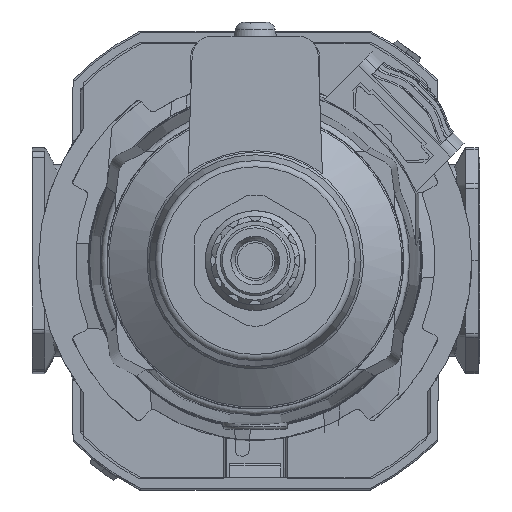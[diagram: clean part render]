
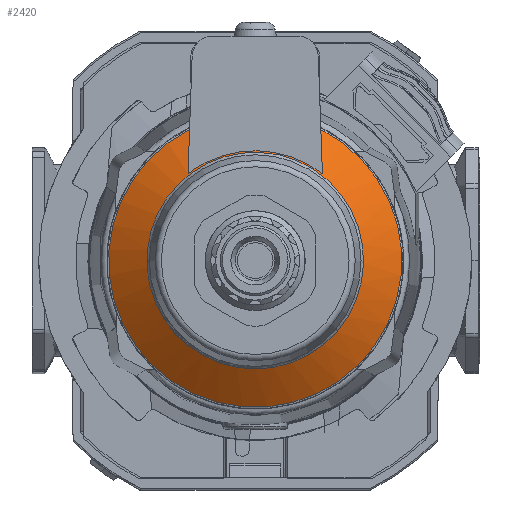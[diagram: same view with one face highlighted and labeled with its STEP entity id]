
A CAD part, front view. The second image highlights one B-rep face of the part: STEP entity #2420.
In plain terms, the highlighted conical face has half-angle 55 degrees and reference radius 23.023 mm.
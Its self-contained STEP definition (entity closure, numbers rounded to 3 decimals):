
#2420 = ADVANCED_FACE( '', ( #5368, #5369 ), #5370, .T. );
#5368 = FACE_BOUND( '', #9137, .T. );
#5369 = FACE_OUTER_BOUND( '', #9138, .T. );
#5370 = CONICAL_SURFACE( '', #9139, 23.023, 0.96 );
#9137 = EDGE_LOOP( '', ( #16434 ) );
#9138 = EDGE_LOOP( '', ( #16435, #16436, #16437, #16438 ) );
#9139 = AXIS2_PLACEMENT_3D( '', #16439, #16440, #16441 );
#16434 = ORIENTED_EDGE( '', *, *, #23966, .F. );
#16435 = ORIENTED_EDGE( '', *, *, #23967, .F. );
#16436 = ORIENTED_EDGE( '', *, *, #22726, .T. );
#16437 = ORIENTED_EDGE( '', *, *, #23968, .T. );
#16438 = ORIENTED_EDGE( '', *, *, #23287, .T. );
#16439 = CARTESIAN_POINT( '', ( 0., 8.923, 0. ) );
#16440 = DIRECTION( '', ( 0., 1., 0. ) );
#16441 = DIRECTION( '', ( 0., 0., 1. ) );
#22726 = EDGE_CURVE( '', #27906, #27904, #27907, .T. );
#23287 = EDGE_CURVE( '', #28755, #28753, #28756, .T. );
#23966 = EDGE_CURVE( '', #29715, #29715, #29716, .T. );
#23967 = EDGE_CURVE( '', #27906, #28753, #29717, .T. );
#23968 = EDGE_CURVE( '', #27904, #28755, #29718, .T. );
#27904 = VERTEX_POINT( '', #36072 );
#27906 = VERTEX_POINT( '', #36077 );
#27907 = B_SPLINE_CURVE_WITH_KNOTS( '', 3, ( #36078, #36079, #36080, #36081, #36082, #36083 ), .UNSPECIFIED., .F., .F., ( 4, 2, 4 ), ( 0., 0.004, 0.008 ), .UNSPECIFIED. );
#28753 = VERTEX_POINT( '', #37520 );
#28755 = VERTEX_POINT( '', #37523 );
#28756 = B_SPLINE_CURVE_WITH_KNOTS( '', 3, ( #37524, #37525, #37526, #37527, #37528, #37529 ), .UNSPECIFIED., .F., .F., ( 4, 2, 4 ), ( 0., 0.004, 0.008 ), .UNSPECIFIED. );
#29715 = VERTEX_POINT( '', #39282 );
#29716 = CIRCLE( '', #39283, 17.004 );
#29717 = CIRCLE( '', #39284, 17.246 );
#29718 = CIRCLE( '', #39285, 23.023 );
#36072 = CARTESIAN_POINT( '', ( -10.302, 8.923, 20.589 ) );
#36077 = CARTESIAN_POINT( '', ( -10.544, 4.878, 13.646 ) );
#36078 = CARTESIAN_POINT( '', ( -10.544, 4.878, 13.646 ) );
#36079 = CARTESIAN_POINT( '', ( -10.503, 5.514, 14.826 ) );
#36080 = CARTESIAN_POINT( '', ( -10.463, 6.175, 15.99 ) );
#36081 = CARTESIAN_POINT( '', ( -10.382, 7.529, 18.302 ) );
#36082 = CARTESIAN_POINT( '', ( -10.342, 8.221, 19.448 ) );
#36083 = CARTESIAN_POINT( '', ( -10.302, 8.923, 20.589 ) );
#37520 = CARTESIAN_POINT( '', ( 10.544, 4.878, 13.646 ) );
#37523 = CARTESIAN_POINT( '', ( 10.302, 8.923, 20.589 ) );
#37524 = CARTESIAN_POINT( '', ( 10.302, 8.923, 20.589 ) );
#37525 = CARTESIAN_POINT( '', ( 10.342, 8.221, 19.448 ) );
#37526 = CARTESIAN_POINT( '', ( 10.382, 7.529, 18.302 ) );
#37527 = CARTESIAN_POINT( '', ( 10.463, 6.175, 15.99 ) );
#37528 = CARTESIAN_POINT( '', ( 10.503, 5.514, 14.826 ) );
#37529 = CARTESIAN_POINT( '', ( 10.544, 4.878, 13.646 ) );
#39282 = CARTESIAN_POINT( '', ( 0., 4.709, -17.004 ) );
#39283 = AXIS2_PLACEMENT_3D( '', #44722, #44723, #44724 );
#39284 = AXIS2_PLACEMENT_3D( '', #44725, #44726, #44727 );
#39285 = AXIS2_PLACEMENT_3D( '', #44728, #44729, #44730 );
#44722 = CARTESIAN_POINT( '', ( 0., 4.709, 0. ) );
#44723 = DIRECTION( '', ( 0., -1., 0. ) );
#44724 = DIRECTION( '', ( 0., 0., -1. ) );
#44725 = CARTESIAN_POINT( '', ( 0., 4.878, 0. ) );
#44726 = DIRECTION( '', ( 0., 1., 0. ) );
#44727 = DIRECTION( '', ( 0., 0., 1. ) );
#44728 = CARTESIAN_POINT( '', ( 0., 8.923, 0. ) );
#44729 = DIRECTION( '', ( 0., -1., 0. ) );
#44730 = DIRECTION( '', ( 0., 0., -1. ) );
